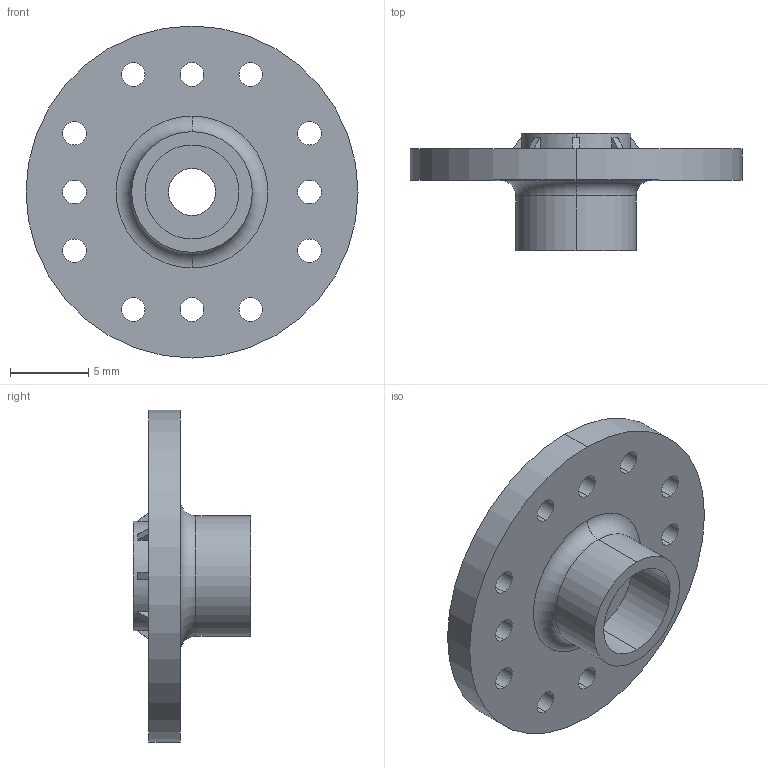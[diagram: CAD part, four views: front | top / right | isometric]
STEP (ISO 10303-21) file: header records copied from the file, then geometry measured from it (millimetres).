
FILE_DESCRIPTION (( 'STEP AP203' ), '1' );
FILE_NAME ('servo-horn-round.step', '2015-02-17T13:13:03', ( 'Cesar' ), ( '' ), 'SwSTEP 2.0', 'SolidWorks 2013', '' );
FILE_SCHEMA (( 'CONFIG_CONTROL_DESIGN' ));
Length unit declared in the file: millimetre
Products named in the file (1): servo-horn-round
Bounding box: 21.2 x 7.5 x 21.2 mm (x, y, z)
Volume: 747.9 mm3; surface area: 1166.8 mm2
Topology: 1 solids, 1 shells, 78 faces, 214 edges, 142 vertices
Faces by surface type: cylinder 38, plane 38, torus 2
Entity records: 2643 total; most frequent: CARTESIAN_POINT 495, DIRECTION 444, ORIENTED_EDGE 428, EDGE_CURVE 214, AXIS2_PLACEMENT_3D 171, VERTEX_POINT 142, EDGE_LOOP 108, VECTOR 102
